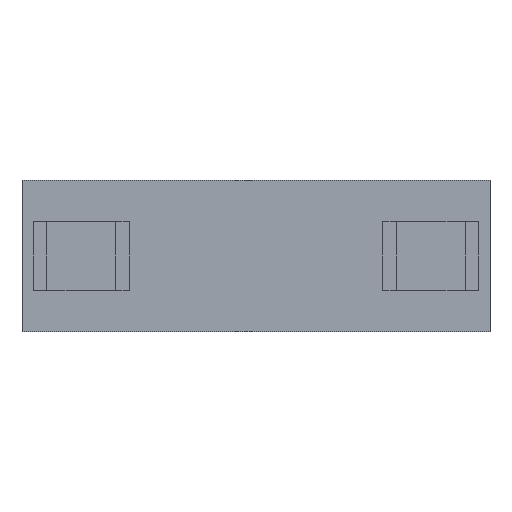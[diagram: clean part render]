
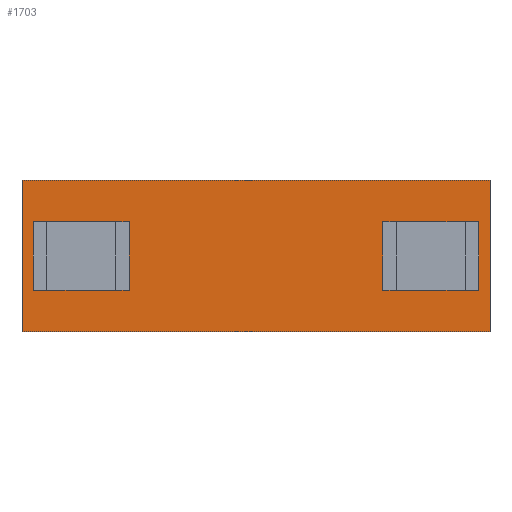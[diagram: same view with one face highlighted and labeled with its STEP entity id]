
A CAD part, front view. The second image highlights one B-rep face of the part: STEP entity #1703.
In plain terms, the highlighted planar face has unit normal (0, -1, 0).
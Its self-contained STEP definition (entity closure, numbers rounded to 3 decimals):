
#11 = VERTEX_POINT ( 'NONE', #2046 ) ;
#13 = VERTEX_POINT ( 'NONE', #2045 ) ;
#1645 = ORIENTED_EDGE ( 'NONE', *, *, #1773, .T. ) ;
#1694 = EDGE_LOOP ( 'NONE', ( #1645, #1711, #1695, #1713 ) ) ;
#1695 = ORIENTED_EDGE ( 'NONE', *, *, #1696, .F. ) ;
#1696 = EDGE_CURVE ( 'NONE', #1697, #1709, #10218, .T. ) ;
#1697 = VERTEX_POINT ( 'NONE', #10214 ) ;
#1698 = ORIENTED_EDGE ( 'NONE', *, *, #1699, .F. ) ;
#1699 = EDGE_CURVE ( 'NONE', #7908, #1718, #10212, .T. ) ;
#1703 = ADVANCED_FACE ( 'NONE', ( #10247, #10246, #10245 ), #10282, .F. ) ;
#1709 = VERTEX_POINT ( 'NONE', #10271 ) ;
#1710 = VERTEX_POINT ( 'NONE', #10270 ) ;
#1711 = ORIENTED_EDGE ( 'NONE', *, *, #1712, .T. ) ;
#1712 = EDGE_CURVE ( 'NONE', #1710, #1709, #10269, .T. ) ;
#1713 = ORIENTED_EDGE ( 'NONE', *, *, #1714, .F. ) ;
#1714 = EDGE_CURVE ( 'NONE', #1774, #1697, #10264, .T. ) ;
#1715 = VERTEX_POINT ( 'NONE', #10021 ) ;
#1716 = ORIENTED_EDGE ( 'NONE', *, *, #1717, .F. ) ;
#1717 = EDGE_CURVE ( 'NONE', #1718, #1715, #10265, .T. ) ;
#1718 = VERTEX_POINT ( 'NONE', #10314 ) ;
#1719 = EDGE_LOOP ( 'NONE', ( #1720, #1721, #1716, #1698 ) ) ;
#1720 = ORIENTED_EDGE ( 'NONE', *, *, #7881, .T. ) ;
#1721 = ORIENTED_EDGE ( 'NONE', *, *, #1722, .T. ) ;
#1722 = EDGE_CURVE ( 'NONE', #7907, #1715, #10313, .T. ) ;
#1723 = EDGE_LOOP ( 'NONE', ( #1732, #1724, #1727, #1730 ) ) ;
#1724 = ORIENTED_EDGE ( 'NONE', *, *, #1725, .F. ) ;
#1725 = EDGE_CURVE ( 'NONE', #1726, #13, #10309, .T. ) ;
#1726 = VERTEX_POINT ( 'NONE', #10305 ) ;
#1727 = ORIENTED_EDGE ( 'NONE', *, *, #1728, .F. ) ;
#1728 = EDGE_CURVE ( 'NONE', #1729, #1726, #10304, .T. ) ;
#1729 = VERTEX_POINT ( 'NONE', #10300 ) ;
#1730 = ORIENTED_EDGE ( 'NONE', *, *, #1731, .T. ) ;
#1731 = EDGE_CURVE ( 'NONE', #1729, #11, #10299, .T. ) ;
#1732 = ORIENTED_EDGE ( 'NONE', *, *, #1733, .T. ) ;
#1733 = EDGE_CURVE ( 'NONE', #11, #13, #10295, .T. ) ;
#1773 = EDGE_CURVE ( 'NONE', #1774, #1710, #10421, .T. ) ;
#1774 = VERTEX_POINT ( 'NONE', #10417 ) ;
#2045 = CARTESIAN_POINT ( 'NONE',  ( 1.7, -1.75, -0.55 ) ) ;
#2046 = CARTESIAN_POINT ( 'NONE',  ( -1.7, -1.75, -0.55 ) ) ;
#7881 = EDGE_CURVE ( 'NONE', #7908, #7907, #12004, .T. ) ;
#7907 = VERTEX_POINT ( 'NONE', #12039 ) ;
#7908 = VERTEX_POINT ( 'NONE', #12088 ) ;
#9029 = CARTESIAN_POINT ( 'NONE',  ( -24.012, -1.75, -0.25 ) ) ;
#9756 = DIRECTION ( 'NONE',  ( 0., 0., -1. ) ) ;
#9760 = VECTOR ( 'NONE', #9756, 1000. ) ;
#10021 = CARTESIAN_POINT ( 'NONE',  ( -1.02, -1.75, -0.25 ) ) ;
#10209 = DIRECTION ( 'NONE',  ( 0., 0., -1. ) ) ;
#10210 = VECTOR ( 'NONE', #10209, 1000. ) ;
#10211 = CARTESIAN_POINT ( 'NONE',  ( -1.52, -1.75, 0.25 ) ) ;
#10212 = LINE ( 'NONE', #10211, #10210 ) ;
#10214 = CARTESIAN_POINT ( 'NONE',  ( 1.02, -1.75, -0.25 ) ) ;
#10215 = DIRECTION ( 'NONE',  ( 1., 0., 0. ) ) ;
#10216 = VECTOR ( 'NONE', #10215, 1000. ) ;
#10217 = CARTESIAN_POINT ( 'NONE',  ( -24.012, -1.75, -0.25 ) ) ;
#10218 = LINE ( 'NONE', #10217, #10216 ) ;
#10245 = FACE_BOUND ( 'NONE', #1719, .T. ) ;
#10246 = FACE_OUTER_BOUND ( 'NONE', #1723, .T. ) ;
#10247 = FACE_BOUND ( 'NONE', #1694, .T. ) ;
#10263 = CARTESIAN_POINT ( 'NONE',  ( 1.02, -1.75, 0.25 ) ) ;
#10264 = LINE ( 'NONE', #10263, #9760 ) ;
#10265 = LINE ( 'NONE', #9029, #10316 ) ;
#10266 = DIRECTION ( 'NONE',  ( 0., 0., -1. ) ) ;
#10267 = VECTOR ( 'NONE', #10266, 1000. ) ;
#10268 = CARTESIAN_POINT ( 'NONE',  ( 1.52, -1.75, 0.25 ) ) ;
#10269 = LINE ( 'NONE', #10268, #10267 ) ;
#10270 = CARTESIAN_POINT ( 'NONE',  ( 1.52, -1.75, 0.25 ) ) ;
#10271 = CARTESIAN_POINT ( 'NONE',  ( 1.52, -1.75, -0.25 ) ) ;
#10277 = DIRECTION ( 'NONE',  ( -1., 0., 0. ) ) ;
#10278 = DIRECTION ( 'NONE',  ( 0., 1., 0. ) ) ;
#10279 = CARTESIAN_POINT ( 'NONE',  ( -24.012, -1.75, 0.55 ) ) ;
#10280 = AXIS2_PLACEMENT_3D ( 'NONE', #10279, #10278, #10277 ) ;
#10282 = PLANE ( 'NONE',  #10280 ) ;
#10292 = DIRECTION ( 'NONE',  ( 1., 0., 0. ) ) ;
#10293 = VECTOR ( 'NONE', #10292, 1000. ) ;
#10294 = CARTESIAN_POINT ( 'NONE',  ( -24.012, -1.75, -0.55 ) ) ;
#10295 = LINE ( 'NONE', #10294, #10293 ) ;
#10296 = DIRECTION ( 'NONE',  ( 0., 0., -1. ) ) ;
#10297 = VECTOR ( 'NONE', #10296, 1000. ) ;
#10298 = CARTESIAN_POINT ( 'NONE',  ( -1.7, -1.75, 0.55 ) ) ;
#10299 = LINE ( 'NONE', #10298, #10297 ) ;
#10300 = CARTESIAN_POINT ( 'NONE',  ( -1.7, -1.75, 0.55 ) ) ;
#10301 = DIRECTION ( 'NONE',  ( 1., 0., 0. ) ) ;
#10302 = VECTOR ( 'NONE', #10301, 1000. ) ;
#10303 = CARTESIAN_POINT ( 'NONE',  ( -24.012, -1.75, 0.55 ) ) ;
#10304 = LINE ( 'NONE', #10303, #10302 ) ;
#10305 = CARTESIAN_POINT ( 'NONE',  ( 1.7, -1.75, 0.55 ) ) ;
#10306 = DIRECTION ( 'NONE',  ( 0., 0., -1. ) ) ;
#10307 = VECTOR ( 'NONE', #10306, 1000. ) ;
#10308 = CARTESIAN_POINT ( 'NONE',  ( 1.7, -1.75, 0.55 ) ) ;
#10309 = LINE ( 'NONE', #10308, #10307 ) ;
#10310 = DIRECTION ( 'NONE',  ( 0., 0., -1. ) ) ;
#10311 = VECTOR ( 'NONE', #10310, 1000. ) ;
#10312 = CARTESIAN_POINT ( 'NONE',  ( -1.02, -1.75, 0.25 ) ) ;
#10313 = LINE ( 'NONE', #10312, #10311 ) ;
#10314 = CARTESIAN_POINT ( 'NONE',  ( -1.52, -1.75, -0.25 ) ) ;
#10315 = DIRECTION ( 'NONE',  ( 1., 0., 0. ) ) ;
#10316 = VECTOR ( 'NONE', #10315, 1000. ) ;
#10417 = CARTESIAN_POINT ( 'NONE',  ( 1.02, -1.75, 0.25 ) ) ;
#10418 = DIRECTION ( 'NONE',  ( 1., 0., 0. ) ) ;
#10419 = VECTOR ( 'NONE', #10418, 1000. ) ;
#10420 = CARTESIAN_POINT ( 'NONE',  ( -24.012, -1.75, 0.25 ) ) ;
#10421 = LINE ( 'NONE', #10420, #10419 ) ;
#12001 = DIRECTION ( 'NONE',  ( 1., 0., 0. ) ) ;
#12002 = VECTOR ( 'NONE', #12001, 1000. ) ;
#12003 = CARTESIAN_POINT ( 'NONE',  ( -24.012, -1.75, 0.25 ) ) ;
#12004 = LINE ( 'NONE', #12003, #12002 ) ;
#12039 = CARTESIAN_POINT ( 'NONE',  ( -1.02, -1.75, 0.25 ) ) ;
#12088 = CARTESIAN_POINT ( 'NONE',  ( -1.52, -1.75, 0.25 ) ) ;
